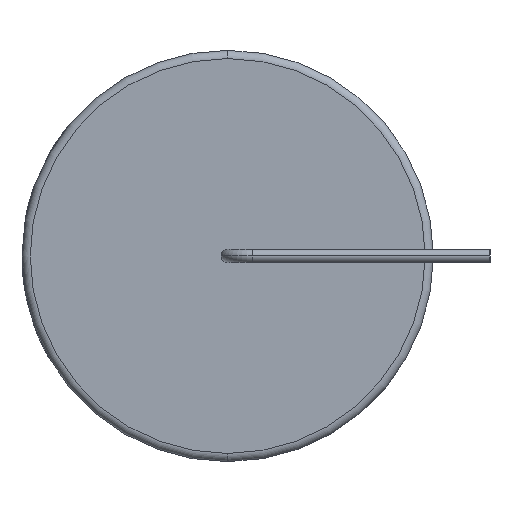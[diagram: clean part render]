
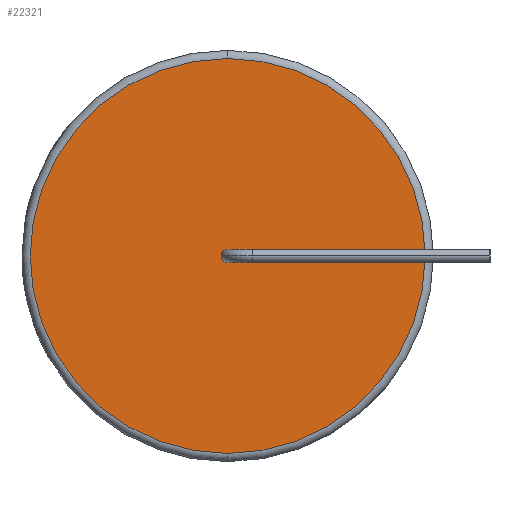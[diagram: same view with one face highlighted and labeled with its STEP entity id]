
A CAD part, left-side view. The second image highlights one B-rep face of the part: STEP entity #22321.
In plain terms, the highlighted face is planar.
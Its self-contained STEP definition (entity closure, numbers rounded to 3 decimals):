
#628 = EDGE_CURVE ( 'NONE', #25070, #26162, #7113, .T. ) ;
#709 = CARTESIAN_POINT ( 'NONE',  ( 0., 12.5, 37. ) ) ;
#1121 = CARTESIAN_POINT ( 'NONE',  ( 12., 0., 37. ) ) ;
#2053 = CIRCLE ( 'NONE', #9846, 0.4 ) ;
#2181 = DIRECTION ( 'NONE',  ( 0., 0., 1. ) ) ;
#2222 = EDGE_CURVE ( 'NONE', #26162, #25070, #3510, .T. ) ;
#2361 = CIRCLE ( 'NONE', #10122, 0.4 ) ;
#2675 = CARTESIAN_POINT ( 'NONE',  ( 0., 0., 37. ) ) ;
#2809 = DIRECTION ( 'NONE',  ( 1., 0., 0. ) ) ;
#3510 = CIRCLE ( 'NONE', #22387, 12. ) ;
#4794 = DIRECTION ( 'NONE',  ( 1., 0., 0. ) ) ;
#4834 = PLANE ( 'NONE',  #21057 ) ;
#5662 = ORIENTED_EDGE ( 'NONE', *, *, #2222, .T. ) ;
#7113 = CIRCLE ( 'NONE', #24867, 12. ) ;
#8143 = DIRECTION ( 'NONE',  ( 0., 0., 1. ) ) ;
#9700 = CARTESIAN_POINT ( 'NONE',  ( 0., 0., 37. ) ) ;
#9846 = AXIS2_PLACEMENT_3D ( 'NONE', #11110, #25694, #13211 ) ;
#10122 = AXIS2_PLACEMENT_3D ( 'NONE', #2675, #17287, #4794 ) ;
#10786 = FACE_OUTER_BOUND ( 'NONE', #19333, .T. ) ;
#11110 = CARTESIAN_POINT ( 'NONE',  ( 0., 0., 37. ) ) ;
#11966 = CARTESIAN_POINT ( 'NONE',  ( 0., 0.4, 37. ) ) ;
#13211 = DIRECTION ( 'NONE',  ( 1., 0., 0. ) ) ;
#14483 = ORIENTED_EDGE ( 'NONE', *, *, #628, .T. ) ;
#14695 = CARTESIAN_POINT ( 'NONE',  ( 0., 0., 37. ) ) ;
#14895 = ORIENTED_EDGE ( 'NONE', *, *, #26905, .F. ) ;
#15313 = DIRECTION ( 'NONE',  ( 0., 0., 1. ) ) ;
#16767 = ORIENTED_EDGE ( 'NONE', *, *, #21753, .F. ) ;
#16795 = DIRECTION ( 'NONE',  ( 1., 0., 0. ) ) ;
#16991 = CARTESIAN_POINT ( 'NONE',  ( 0., -0.4, 37. ) ) ;
#17287 = DIRECTION ( 'NONE',  ( 0., 0., 1. ) ) ;
#19333 = EDGE_LOOP ( 'NONE', ( #5662, #14483 ) ) ;
#20054 = VERTEX_POINT ( 'NONE', #11966 ) ;
#20498 = CARTESIAN_POINT ( 'NONE',  ( -12., 0., 37. ) ) ;
#21057 = AXIS2_PLACEMENT_3D ( 'NONE', #709, #15313, #2809 ) ;
#21753 = EDGE_CURVE ( 'NONE', #20054, #24117, #2361, .T. ) ;
#21879 = FACE_BOUND ( 'NONE', #23786, .T. ) ;
#22321 = ADVANCED_FACE ( 'NONE', ( #21879, #10786 ), #4834, .T. ) ;
#22387 = AXIS2_PLACEMENT_3D ( 'NONE', #14695, #2181, #16795 ) ;
#22713 = DIRECTION ( 'NONE',  ( 1., 0., 0. ) ) ;
#23786 = EDGE_LOOP ( 'NONE', ( #16767, #14895 ) ) ;
#24117 = VERTEX_POINT ( 'NONE', #16991 ) ;
#24867 = AXIS2_PLACEMENT_3D ( 'NONE', #9700, #8143, #22713 ) ;
#25070 = VERTEX_POINT ( 'NONE', #20498 ) ;
#25694 = DIRECTION ( 'NONE',  ( 0., 0., 1. ) ) ;
#26162 = VERTEX_POINT ( 'NONE', #1121 ) ;
#26905 = EDGE_CURVE ( 'NONE', #24117, #20054, #2053, .T. ) ;
